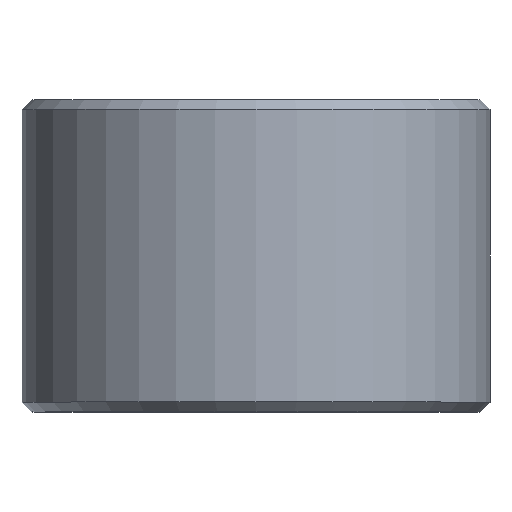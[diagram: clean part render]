
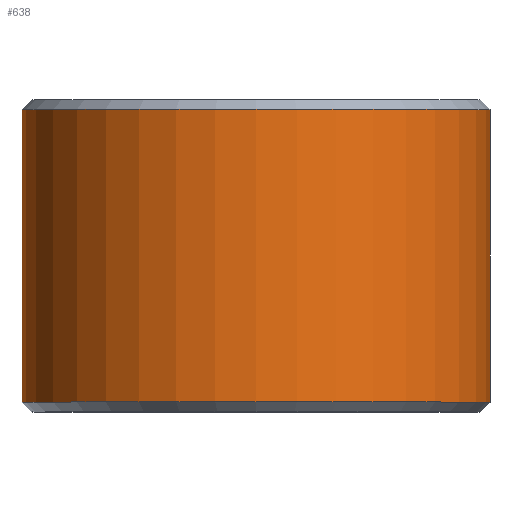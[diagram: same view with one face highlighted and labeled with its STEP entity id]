
A CAD part, top view. The second image highlights one B-rep face of the part: STEP entity #638.
In plain terms, the highlighted cylindrical face has radius 6 mm (diameter 12 mm), a full revolution.
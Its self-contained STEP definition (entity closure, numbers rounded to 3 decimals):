
#32=FACE_BOUND('',#151,.T.);
#107=FACE_OUTER_BOUND('',#150,.T.);
#150=EDGE_LOOP('',(#565,#566,#567,#568));
#151=EDGE_LOOP('',(#569));
#180=CIRCLE('',#711,6.);
#181=CIRCLE('',#712,6.);
#208=B_SPLINE_CURVE_WITH_KNOTS('',3,(#2415,#2416,#2417,#2418,#2419,#2420,
#2421,#2422,#2423,#2424,#2425,#2426,#2427,#2428,#2429,#2430,#2431,#2432),
 .UNSPECIFIED.,.T.,.F.,(4,1,1,1,1,1,1,1,1,1,1,1,1,1,1,4),(-1.01,
-0.938,-0.866,-0.793,-0.721,
-0.649,-0.613,-0.577,-0.433,
-0.397,-0.361,-0.289,-0.216,
-0.144,-0.072,0.),.UNSPECIFIED.);
#237=LINE('',#2474,#270);
#270=VECTOR('',#859,4.);
#317=VERTEX_POINT('',#2394);
#320=VERTEX_POINT('',#2471);
#321=VERTEX_POINT('',#2473);
#400=EDGE_CURVE('',#317,#317,#208,.T.);
#403=EDGE_CURVE('',#320,#320,#180,.T.);
#404=EDGE_CURVE('',#320,#321,#237,.T.);
#405=EDGE_CURVE('',#321,#321,#181,.T.);
#565=ORIENTED_EDGE('',*,*,#403,.F.);
#566=ORIENTED_EDGE('',*,*,#404,.T.);
#567=ORIENTED_EDGE('',*,*,#405,.F.);
#568=ORIENTED_EDGE('',*,*,#404,.F.);
#569=ORIENTED_EDGE('',*,*,#400,.F.);
#602=CYLINDRICAL_SURFACE('',#710,6.);
#638=ADVANCED_FACE('',(#107,#32),#602,.T.);
#710=AXIS2_PLACEMENT_3D('',#2470,#855,#856);
#711=AXIS2_PLACEMENT_3D('',#2472,#857,#858);
#712=AXIS2_PLACEMENT_3D('',#2475,#860,#861);
#855=DIRECTION('center_axis',(0.,1.,0.));
#856=DIRECTION('ref_axis',(1.,0.,0.));
#857=DIRECTION('center_axis',(0.,1.,0.));
#858=DIRECTION('ref_axis',(1.,0.,0.));
#859=DIRECTION('',(0.,-1.,0.));
#860=DIRECTION('center_axis',(0.,-1.,0.));
#861=DIRECTION('ref_axis',(1.,0.,0.));
#2394=CARTESIAN_POINT('',(-1.905,4.,-5.69));
#2415=CARTESIAN_POINT('Ctrl Pts',(-1.905,4.,-5.69));
#2416=CARTESIAN_POINT('Ctrl Pts',(-1.905,4.278,-5.69));
#2417=CARTESIAN_POINT('Ctrl Pts',(-1.761,4.88,-5.738));
#2418=CARTESIAN_POINT('Ctrl Pts',(-1.243,5.543,-5.885));
#2419=CARTESIAN_POINT('Ctrl Pts',(-0.43,5.933,-6.005));
#2420=CARTESIAN_POINT('Ctrl Pts',(0.43,5.935,-6.006));
#2421=CARTESIAN_POINT('Ctrl Pts',(1.114,5.603,-5.903));
#2422=CARTESIAN_POINT('Ctrl Pts',(1.496,5.214,-5.813));
#2423=CARTESIAN_POINT('Ctrl Pts',(1.967,4.47,-5.675));
#2424=CARTESIAN_POINT('Ctrl Pts',(1.967,3.529,-5.674));
#2425=CARTESIAN_POINT('Ctrl Pts',(1.496,2.786,-5.813));
#2426=CARTESIAN_POINT('Ctrl Pts',(1.114,2.398,-5.902));
#2427=CARTESIAN_POINT('Ctrl Pts',(0.431,2.064,-6.006));
#2428=CARTESIAN_POINT('Ctrl Pts',(-0.43,2.067,-6.005));
#2429=CARTESIAN_POINT('Ctrl Pts',(-1.243,2.457,-5.885));
#2430=CARTESIAN_POINT('Ctrl Pts',(-1.761,3.12,-5.738));
#2431=CARTESIAN_POINT('Ctrl Pts',(-1.905,3.722,-5.69));
#2432=CARTESIAN_POINT('Ctrl Pts',(-1.905,4.,-5.69));
#2470=CARTESIAN_POINT('Origin',(0.,0.,0.));
#2471=CARTESIAN_POINT('',(-6.,7.75,0.));
#2472=CARTESIAN_POINT('Origin',(0.,7.75,0.));
#2473=CARTESIAN_POINT('',(-6.,0.25,0.));
#2474=CARTESIAN_POINT('',(-6.,0.,0.));
#2475=CARTESIAN_POINT('Origin',(0.,0.25,0.));
